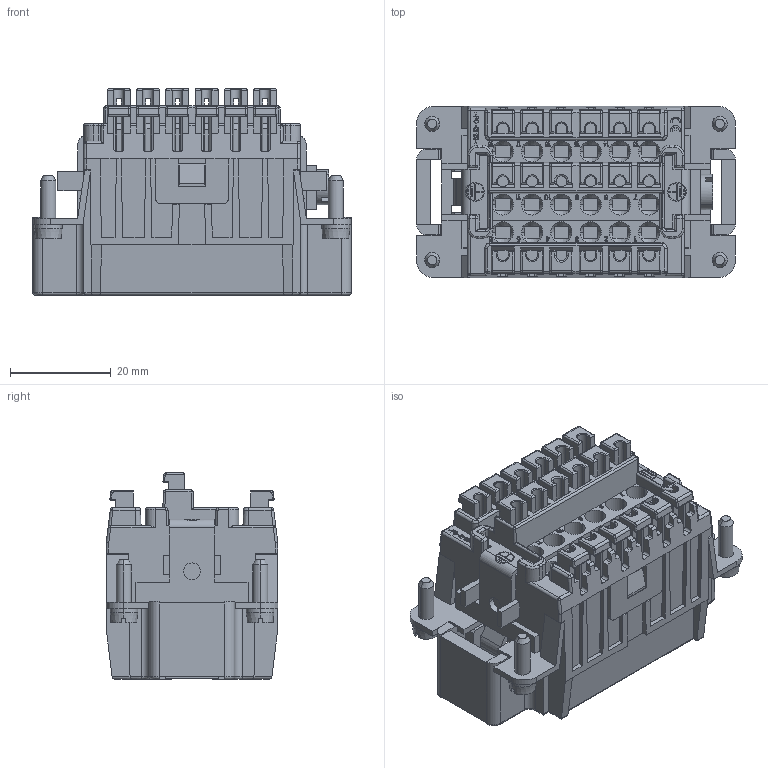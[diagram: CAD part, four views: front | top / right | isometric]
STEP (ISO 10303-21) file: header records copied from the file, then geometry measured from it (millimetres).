
FILE_DESCRIPTION(('Creo Elements/Direct Modeling STEP Export'),'2;1');
FILE_NAME('0ln7uvk5aj4mlmp1164','2021-05-06T 9:26:45',(''),(''),'Creo Elements/Direct Modeling STEP processor for AP214 (Solid Model)','Creo Elements/Direct Modeling 20.1B 02-Apr-2019 (C) Parametric Technology GmbH','');
FILE_SCHEMA(('AUTOMOTIVE_DESIGN { 1 0 10303 214 1 1 1 1 }'));
Products named in the file (2): RDSHM_18
Assembly tree (1 placements, depth 2):
  RDSHM_18
    RDSHM_18
Bounding box: 63.2 x 34 x 40.9 mm (x, y, z)
Volume: 37614.5 mm3; surface area: 20510.3 mm2
Topology: 1 solids, 1 shells, 2308 faces, 9111 edges, 6870 vertices
Faces by surface type: plane 1242, cylinder 667, torus 163, cone 88, sphere 78, bspline 54, extrusion 16
Entity records: 119381 total; most frequent: CARTESIAN_POINT 35150, ORIENTED_EDGE 18066, DIRECTION 13453, EDGE_CURVE 9033, VERTEX_POINT 6870, VECTOR 6791, LINE 6775, AXIS2_PLACEMENT_3D 3331
